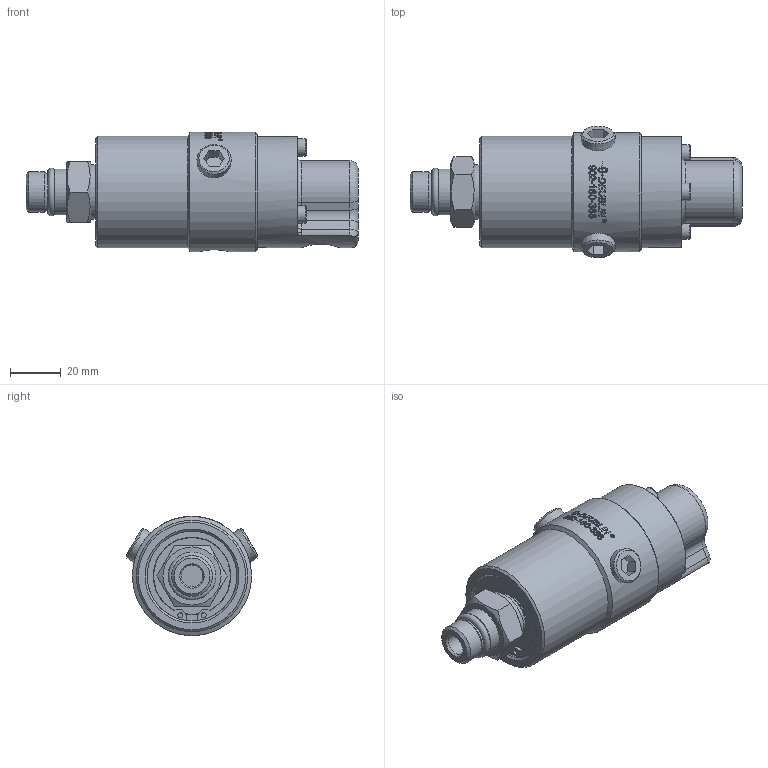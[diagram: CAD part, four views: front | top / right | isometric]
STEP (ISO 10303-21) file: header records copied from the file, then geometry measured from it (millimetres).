
FILE_DESCRIPTION(/* description */ (''),/* implementation_level */ '2;1');
FILE_NAME(/* name */ '902-180-388-IC.stp',/* time_stamp */ '2020-05-18T13:16:54-05:00',/* author */ ('Moorera'),/* organization */ (''),/* preprocessor_version */ 'ST-DEVELOPER v18.1',/* originating_system */ 'Autodesk Inventor 2020',/* authorisation */ '');
FILE_SCHEMA (('AUTOMOTIVE_DESIGN { 1 0 10303 214 3 1 1 }'));
Products named in the file (1): 902-180-388-IC
Bounding box: 130.38 x 51.69 x 46.8 mm (x, y, z)
Volume: 144617.5 mm3; surface area: 24000.3 mm2
Topology: 2 solids, 6 shells, 547 faces, 1457 edges, 973 vertices
Faces by surface type: bspline 262, plane 153, cylinder 92, torus 22, cone 18
Full cylindrical faces by diameter (mm): 1.981 x2, 4.166 x3, 4.7 x3, 5.5 x3, 6.858 x3, 7.2 x3, 8.5 x1, 13.5 x2, 14.25 x1, 16 x1, 17.991 x1, 18.16 x1, 21.4 x1, 21.675 x1, 30.125 x1, 30.4 x1, 35.27 x1, 37.25 x1, 43.6 x1, 43.748 x1, 46.8 x1
Entity records: 74506 total; most frequent: CARTESIAN_POINT 61641, ORIENTED_EDGE 2908, DIRECTION 2155, EDGE_CURVE 1454, VERTEX_POINT 973, AXIS2_PLACEMENT_3D 808, EDGE_LOOP 617, FACE_OUTER_BOUND 547
